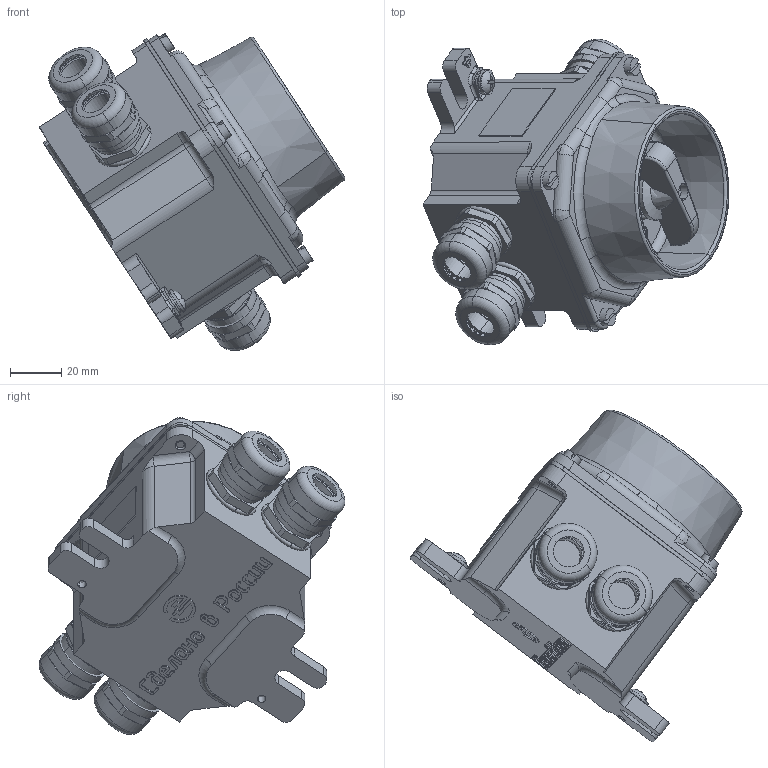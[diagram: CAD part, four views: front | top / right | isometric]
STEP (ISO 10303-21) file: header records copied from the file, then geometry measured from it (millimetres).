
FILE_DESCRIPTION (( 'STEP AP214' ), '1' );
FILE_NAME ('Ïåðåêëþ÷àòåëü ÏÏ2-16-Í2.STEP', '2014-09-18T10:28:38', ( '' ), ( '' ), 'SwSTEP 2.0', 'SolidWorks 2013', '' );
FILE_SCHEMA (( 'AUTOMOTIVE_DESIGN' ));
Length unit declared in the file: millimetre
Products named in the file (48): Plain Washer Grade A_DIN_Washer DIN 125 - A 3.2; Ïëàñòèêîâàÿ âñòàâêà; Ïåðåêëþ÷àòåëü ÏÏ2-16-Í2; Ñàëüíèê - çàæèì; countersunk flat head cross recess screw_din_ISO 7046-1 - M3 x 8 - Z --- 8N; 扻錪犩 - 鍒鳪; 櫻蠉錪 8; Ñàëüíèê; 櫻蠉錪 7; Øèëüäà ÏÏÌ-À-220-2-3-16-Í2-14-1-67; Hex Thin Nut Chamfered GradeAB_DIN_Hexagon Thin Nut ISO 4035 - M4 - N; 湾恹镟溧栝 忤眚; Êëåììà ñ êðåïåæîì; Ïðîêëàäêà; 櫻蠉錪 14; 忍艘.735214.022 - 01.06.2012; Ãàéêà ëàòóíü; 趶槶 13; Êðûøêà 023; Ïðîêëàäêà - êîæà ô 6ìì; Curved Spring Lock Washer_DIN_Spring washer DIN 128 - A4; Ïàêåòíûé ïåðåêëþ÷àòåëü ÏÏ2-16-Í2 - ñáîðêà; Øèëüäà êðóã 2 ïîëîæåíèÿ; Plain Washer Grade A_DIN_Washer DIN 125 - A 4.3; Óçåë Ì4õ8; 櫻蠉錪 16 - 1L1; Pan Head Cross Collar Screw_DIN_DIN 967 - M4 x 8 - Z --- 6.6N; pan head cross collar screw_din_DIN 967 - M4 x 5 - Z --- 3.6N; 櫻蠉錪 16 - 1L2; Óçåë Ì4õ6; Äåòàëü 6 âåðñèÿ 2; 櫻蠉錪 16 - 2L1; Pan Head Cross Collar Screw_DIN_DIN 967 - M4 x 6 - Z --- 4.6N; 櫻蠉錪 9; 櫻蠉錪 16 - 2L2; Ïðîñòàâêà l=12ìì; 櫻蠉錪 1; 櫻蠉錪 16 - C1; 嵙錪魡 諘谾擫樇鳺; 櫻蠉錪 2 ...
Assembly tree (77 placements, depth 5):
  Ïåðåêëþ÷àòåëü ÏÏ2-16-Í2
    Ïàêåòíûé ïåðåêëþ÷àòåëü ÏÏ2-16-Í2 - ñáîðêà
      Äåòàëü 5 âåðñèÿ 2
      櫻蠉錪 3
      櫻蠉錪 2
      櫻蠉錪 1
      櫻蠉錪 9  x2
      Äåòàëü 6 âåðñèÿ 2
      趶槶 13
        pan head cross collar screw_din_DIN 967 - M4 x 5 - Z --- 3.6N
        Plain Washer Grade A_DIN_Washer DIN 125 - A 4.3
        Curved Spring Lock Washer_DIN_Spring washer DIN 128 - A4
      Êëåììà ñ êðåïåæîì  x6
        趶槶 13
          pan head cross collar screw_din_DIN 967 - M4 x 5 - Z --- 3.6N
          Plain Washer Grade A_DIN_Washer DIN 125 - A 4.3
          Curved Spring Lock Washer_DIN_Spring washer DIN 128 - A4
        櫻蠉錪 14
      Plain Washer Grade A_DIN_Washer DIN 125 - A 4.3  x2
      Curved Spring Lock Washer_DIN_Spring washer DIN 128 - A4  x2
      Hex Thin Nut Chamfered GradeAB_DIN_Hexagon Thin Nut ISO 4035 - M4 - N  x2
      櫻蠉錪 7
      櫻蠉錪 8
      countersunk flat head cross recess screw_din_ISO 7046-1 - M3 x 8 - Z --- 8N
      Plain Washer Grade A_DIN_Washer DIN 125 - A 3.2
      Curved Spring Lock Washer_DIN_Spring washer DIN 128 - A3.5
      櫻蠉錪 15  x2
      櫻蠉錪 16 - C2
      櫻蠉錪 16 - C1
      櫻蠉錪 16 - 2L2
      櫻蠉錪 16 - 2L1
      櫻蠉錪 16 - 1L2
      櫻蠉錪 16 - 1L1
    Êðûøêà 023
    忍艘.735214.022 - 01.06.2012
    Ïðîêëàäêà
    湾恹镟溧栝 忤眚  x4
    Øèëüäà ÏÏÌ-À-220-2-3-16-Í2-14-1-67
    Ñàëüíèê  x4
      Ñàëüíèê
      扻錪犩 - 鍒鳪
      Ñàëüíèê - çàæèì
      Ïëàñòèêîâàÿ âñòàâêà
      逄鋋襡樇鳺 - 謥賥縺
    Ïðîêëàäêà - êîæà ô 4ìì  x2
    嵙錪魡 諘谾擫樇鳺  x2
    Ïðîñòàâêà l=12ìì  x2
    Óçåë Ì4õ6  x4
      Pan Head Cross Collar Screw_DIN_DIN 967 - M4 x 6 - Z --- 4.6N
      Plain Washer Grade A_DIN_Washer DIN 125 - A 4.3
      Curved Spring Lock Washer_DIN_Spring washer DIN 128 - A4
    Óçåë Ì4õ8  x2
      Pan Head Cross Collar Screw_DIN_DIN 967 - M4 x 8 - Z --- 6.6N
      Plain Washer Grade A_DIN_Washer DIN 125 - A 4.3
      Curved Spring Lock Washer_DIN_Spring washer DIN 128 - A4
    Øèëüäà êðóã 2 ïîëîæåíèÿ
    Ïðîêëàäêà - êîæà ô 6ìì
    Ãàéêà ëàòóíü
Bounding box: 119.22 x 119.21 x 123.59 mm (x, y, z)
Volume: 225965 mm3; surface area: 153986 mm2
Topology: 112 solids, 112 shells, 4593 faces, 11733 edges, 7604 vertices
Faces by surface type: plane 2653, cylinder 946, bspline 643, cone 180, torus 139, sphere 32
Entity records: 108354 total; most frequent: CARTESIAN_POINT 45534, ORIENTED_EDGE 13594, DIRECTION 10491, EDGE_CURVE 6797, VERTEX_POINT 4435, VECTOR 3987, LINE 3987, AXIS2_PLACEMENT_3D 3252
